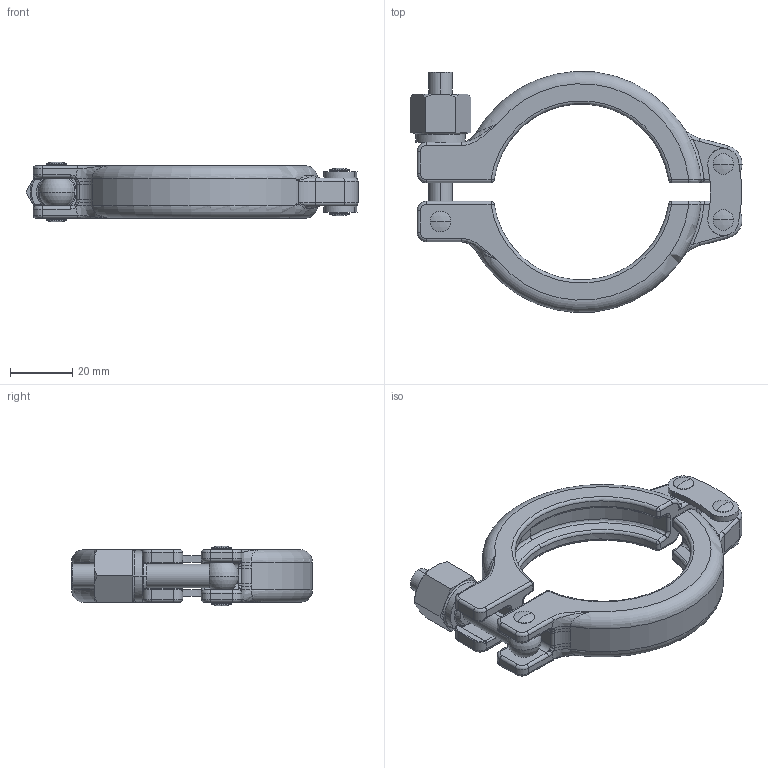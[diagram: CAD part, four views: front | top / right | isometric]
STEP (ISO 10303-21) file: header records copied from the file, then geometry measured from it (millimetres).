
FILE_DESCRIPTION (( 'STEP AP214' ), '1' );
FILE_NAME ('CL.SHX.0200 BLOCK.STEP', '2019-04-03T13:48:56', ( '' ), ( '' ), 'SwSTEP 2.0', 'SolidWorks 2019', '' );
FILE_SCHEMA (( 'AUTOMOTIVE_DESIGN' ));
Length unit declared in the file: millimetre
Products named in the file (1): CL.SHX.0200 BLOCK
Bounding box: 106.9 x 77.56 x 19.3 mm (x, y, z)
Volume: 40706.7 mm3; surface area: 18961.7 mm2
Topology: 3 solids, 3 shells, 408 faces, 957 edges, 542 vertices
Faces by surface type: cylinder 152, torus 76, plane 65, bspline 56, sphere 38, cone 21
Entity records: 13908 total; most frequent: CARTESIAN_POINT 4764, DIRECTION 2034, ORIENTED_EDGE 1864, EDGE_CURVE 932, AXIS2_PLACEMENT_3D 883, VERTEX_POINT 541, CIRCLE 530, EDGE_LOOP 433
